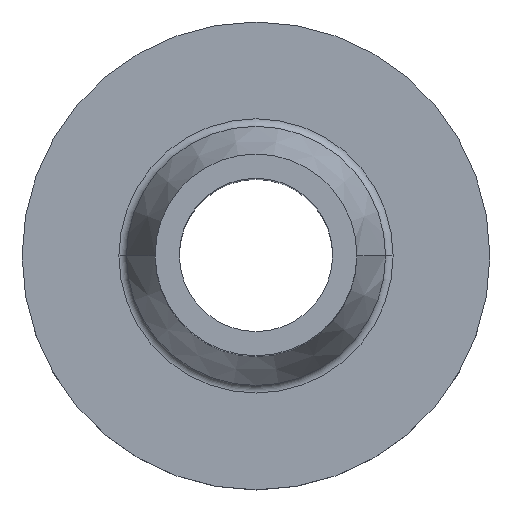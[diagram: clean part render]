
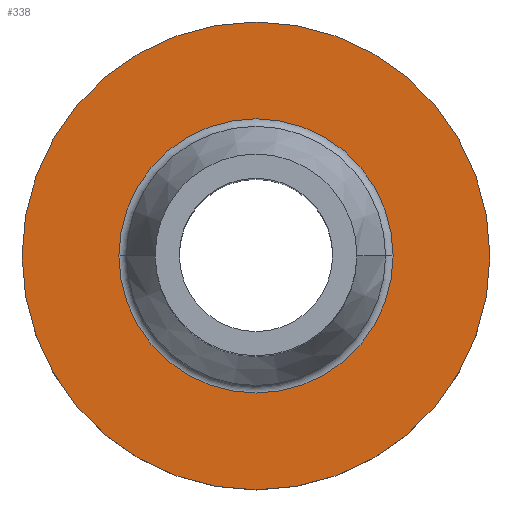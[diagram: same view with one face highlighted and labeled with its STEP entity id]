
A CAD part, top view. The second image highlights one B-rep face of the part: STEP entity #338.
In plain terms, the highlighted planar face has unit normal (0, 0, 1).
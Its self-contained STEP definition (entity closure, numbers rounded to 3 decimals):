
#3 = DIRECTION ( 'NONE',  ( 0., 0., -1. ) ) ;
#38 = CIRCLE ( 'NONE', #399, 17. ) ;
#48 = EDGE_LOOP ( 'NONE', ( #409, #221 ) ) ;
#51 = VERTEX_POINT ( 'NONE', #71 ) ;
#57 = CIRCLE ( 'NONE', #76, 29. ) ;
#59 = EDGE_CURVE ( 'NONE', #150, #75, #126, .T. ) ;
#64 = AXIS2_PLACEMENT_3D ( 'NONE', #474, #68, #287 ) ;
#68 = DIRECTION ( 'NONE',  ( 0., 0., -1. ) ) ;
#71 = CARTESIAN_POINT ( 'NONE',  ( 17., 0., 9. ) ) ;
#75 = VERTEX_POINT ( 'NONE', #138 ) ;
#76 = AXIS2_PLACEMENT_3D ( 'NONE', #422, #348, #191 ) ;
#83 = EDGE_LOOP ( 'NONE', ( #258, #425 ) ) ;
#84 = DIRECTION ( 'NONE',  ( 1., 0., 0. ) ) ;
#110 = CARTESIAN_POINT ( 'NONE',  ( -29., 0., 9. ) ) ;
#126 = CIRCLE ( 'NONE', #64, 29. ) ;
#127 = CIRCLE ( 'NONE', #139, 17. ) ;
#138 = CARTESIAN_POINT ( 'NONE',  ( 29., 0., 9. ) ) ;
#139 = AXIS2_PLACEMENT_3D ( 'NONE', #208, #359, #168 ) ;
#149 = CARTESIAN_POINT ( 'NONE',  ( 0., 29., 9. ) ) ;
#150 = VERTEX_POINT ( 'NONE', #110 ) ;
#168 = DIRECTION ( 'NONE',  ( -1., 0., 0. ) ) ;
#185 = PLANE ( 'NONE',  #281 ) ;
#191 = DIRECTION ( 'NONE',  ( -1., 0., 0. ) ) ;
#200 = FACE_BOUND ( 'NONE', #48, .T. ) ;
#208 = CARTESIAN_POINT ( 'NONE',  ( 0., 0., 9. ) ) ;
#221 = ORIENTED_EDGE ( 'NONE', *, *, #322, .T. ) ;
#229 = CARTESIAN_POINT ( 'NONE',  ( 0., 0., 9. ) ) ;
#242 = CARTESIAN_POINT ( 'NONE',  ( -17., 0., 9. ) ) ;
#254 = VERTEX_POINT ( 'NONE', #242 ) ;
#258 = ORIENTED_EDGE ( 'NONE', *, *, #59, .F. ) ;
#281 = AXIS2_PLACEMENT_3D ( 'NONE', #149, #290, #84 ) ;
#287 = DIRECTION ( 'NONE',  ( -1., 0., 0. ) ) ;
#290 = DIRECTION ( 'NONE',  ( 0., 0., 1. ) ) ;
#306 = FACE_OUTER_BOUND ( 'NONE', #83, .T. ) ;
#322 = EDGE_CURVE ( 'NONE', #51, #254, #127, .T. ) ;
#338 = ADVANCED_FACE ( 'NONE', ( #200, #306 ), #185, .T. ) ;
#348 = DIRECTION ( 'NONE',  ( 0., 0., -1. ) ) ;
#359 = DIRECTION ( 'NONE',  ( 0., 0., -1. ) ) ;
#378 = DIRECTION ( 'NONE',  ( -1., 0., 0. ) ) ;
#399 = AXIS2_PLACEMENT_3D ( 'NONE', #229, #3, #378 ) ;
#409 = ORIENTED_EDGE ( 'NONE', *, *, #470, .T. ) ;
#417 = EDGE_CURVE ( 'NONE', #75, #150, #57, .T. ) ;
#422 = CARTESIAN_POINT ( 'NONE',  ( 0., 0., 9. ) ) ;
#425 = ORIENTED_EDGE ( 'NONE', *, *, #417, .F. ) ;
#470 = EDGE_CURVE ( 'NONE', #254, #51, #38, .T. ) ;
#474 = CARTESIAN_POINT ( 'NONE',  ( 0., 0., 9. ) ) ;
